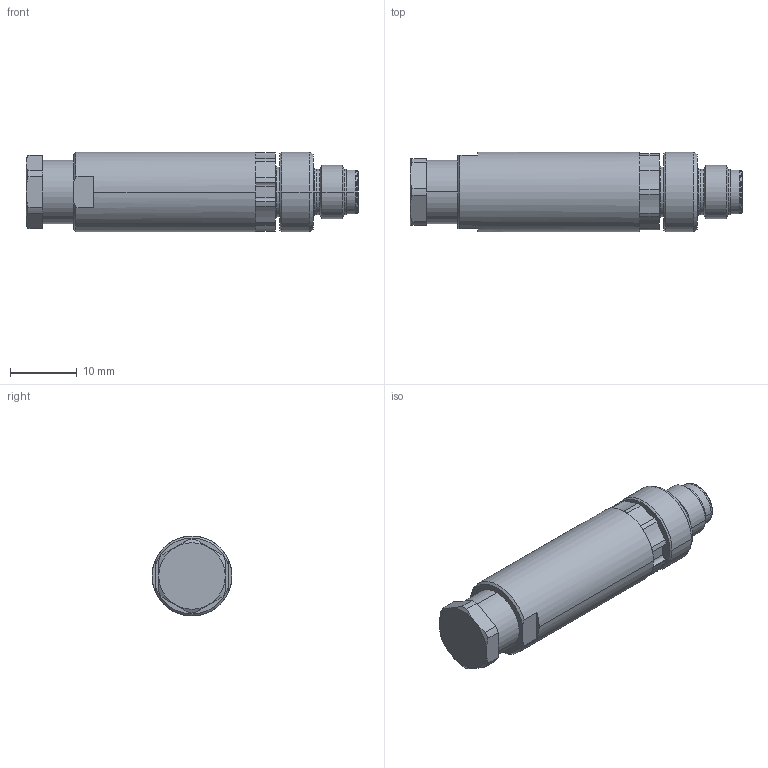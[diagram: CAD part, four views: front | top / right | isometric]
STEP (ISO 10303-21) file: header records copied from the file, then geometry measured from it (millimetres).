
FILE_DESCRIPTION((''),'2;1');
FILE_NAME('DM_CAD-2645','2017-06-19T',('creinig-se'),(''),'PRO/ENGINEER BY PARAMETRIC TECHNOLOGY CORPORATION, 2015440','PRO/ENGINEER BY PARAMETRIC TECHNOLOGY CORPORATION, 2015440','');
FILE_SCHEMA(('CONFIG_CONTROL_DESIGN'));
Length unit declared in the file: millimetre
Products named in the file (1): DM_CAD-2645
Bounding box: 49.9 x 12 x 12 mm (x, y, z)
Volume: 4671.2 mm3; surface area: 2291.3 mm2
Topology: 1 solids, 1 shells, 135 faces, 330 edges, 210 vertices
Faces by surface type: cylinder 59, plane 32, cone 20, torus 16, bspline 8
Entity records: 5948 total; most frequent: CARTESIAN_POINT 973, DIRECTION 772, ORIENTED_EDGE 660, PRESENTATION_STYLE_ASSIGNMENT 381, STYLED_ITEM 332, AXIS2_PLACEMENT_3D 331, CURVE_STYLE 331, EDGE_CURVE 330
